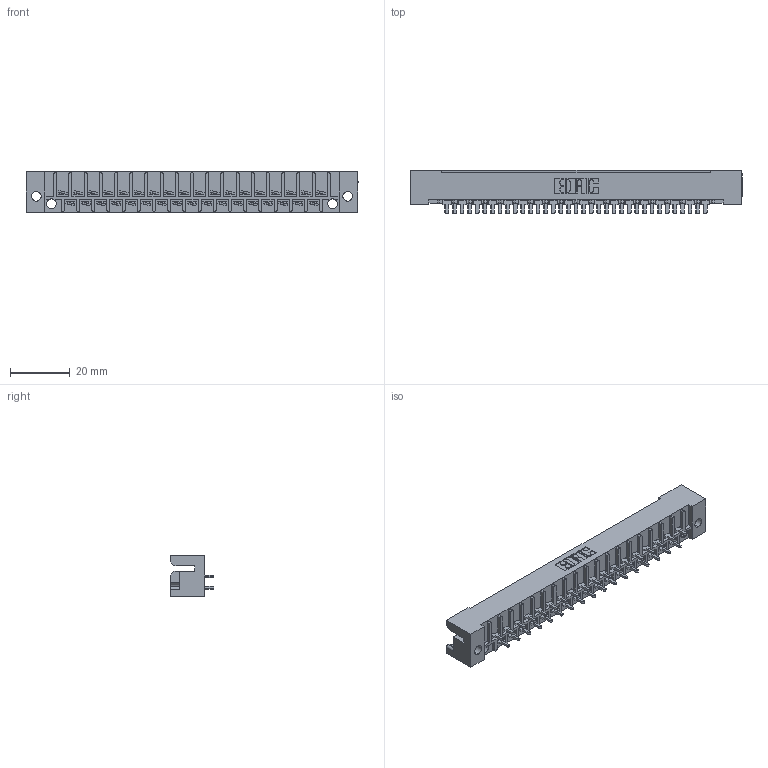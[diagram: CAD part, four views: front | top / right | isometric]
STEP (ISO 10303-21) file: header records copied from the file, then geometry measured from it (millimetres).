
FILE_DESCRIPTION (( 'STEP AP203' ), '1' );
FILE_NAME ('424-035-523-112.STEP', '2019-11-27T20:24:53', ( '' ), ( '' ), 'SwSTEP 2.0', 'SolidWorks 2016', '' );
FILE_SCHEMA (( 'CONFIG_CONTROL_DESIGN' ));
Length unit declared in the file: inch
Products named in the file (4): 408-290-001_408-290-123 - Top; 424-035-523-112; 408-290-001_408-290-123 - Bottom; 424 Part_035
Assembly tree (36 placements, depth 2):
  424-035-523-112
    424 Part_035
    408-290-001_408-290-123 - Bottom  x18
    408-290-001_408-290-123 - Top  x17
Bounding box: 111 x 14.63 x 13.49 mm (x, y, z)
Volume: 12122.8 mm3; surface area: 14928.3 mm2
Topology: 36 solids, 36 shells, 2070 faces, 5704 edges, 3708 vertices
Faces by surface type: plane 1559, cylinder 371, bspline 140
Entity records: 28542 total; most frequent: CARTESIAN_POINT 4967, ORIENTED_EDGE 4808, DIRECTION 4366, EDGE_CURVE 2404, VECTOR 2120, LINE 2120, VERTEX_POINT 1596, AXIS2_PLACEMENT_3D 1123
